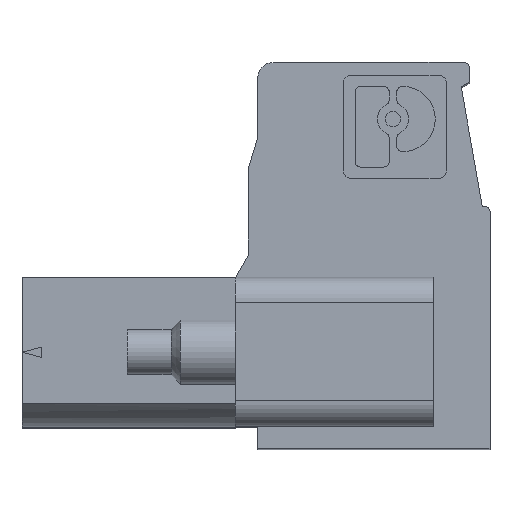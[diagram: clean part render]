
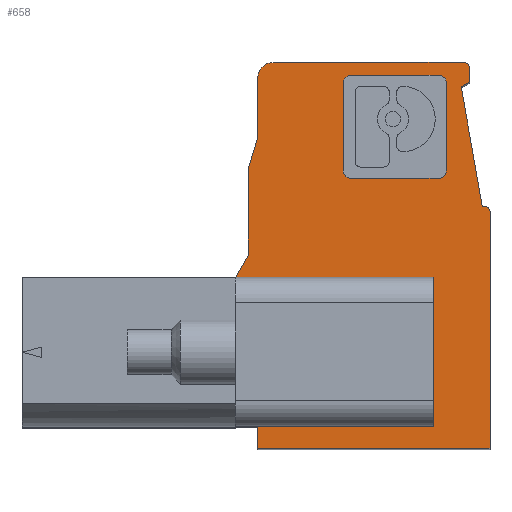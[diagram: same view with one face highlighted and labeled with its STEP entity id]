
A CAD part, top view. The second image highlights one B-rep face of the part: STEP entity #658.
In plain terms, the highlighted planar face has unit normal (0, 0, 1).
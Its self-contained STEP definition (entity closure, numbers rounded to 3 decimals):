
#658=ADVANCED_FACE('',(#1671,#1672),#1673,.T.);
#1671=FACE_OUTER_BOUND('',#3083,.T.);
#1672=FACE_BOUND('',#3084,.T.);
#1673=PLANE('',#3085);
#3083=EDGE_LOOP('',(#4996,#4997,#4998,#4999,#5000,#5001,#5002,#5003,#5004,#5005,#5006,#5007,#5008,#5009,#5010,#5011,#5012,#5013));
#3084=EDGE_LOOP('',(#5014,#5015,#5016,#5017,#5018,#5019,#5020,#5021));
#3085=AXIS2_PLACEMENT_3D('',#5022,#5023,#5024);
#4996=ORIENTED_EDGE('',*,*,#8602,.F.);
#4997=ORIENTED_EDGE('',*,*,#8603,.T.);
#4998=ORIENTED_EDGE('',*,*,#8604,.T.);
#4999=ORIENTED_EDGE('',*,*,#8605,.T.);
#5000=ORIENTED_EDGE('',*,*,#8266,.T.);
#5001=ORIENTED_EDGE('',*,*,#8606,.F.);
#5002=ORIENTED_EDGE('',*,*,#8607,.T.);
#5003=ORIENTED_EDGE('',*,*,#8608,.T.);
#5004=ORIENTED_EDGE('',*,*,#8609,.F.);
#5005=ORIENTED_EDGE('',*,*,#8610,.T.);
#5006=ORIENTED_EDGE('',*,*,#8611,.T.);
#5007=ORIENTED_EDGE('',*,*,#8612,.T.);
#5008=ORIENTED_EDGE('',*,*,#8613,.T.);
#5009=ORIENTED_EDGE('',*,*,#8614,.F.);
#5010=ORIENTED_EDGE('',*,*,#8615,.T.);
#5011=ORIENTED_EDGE('',*,*,#8616,.F.);
#5012=ORIENTED_EDGE('',*,*,#8617,.F.);
#5013=ORIENTED_EDGE('',*,*,#8618,.F.);
#5014=ORIENTED_EDGE('',*,*,#8461,.T.);
#5015=ORIENTED_EDGE('',*,*,#8465,.F.);
#5016=ORIENTED_EDGE('',*,*,#8471,.T.);
#5017=ORIENTED_EDGE('',*,*,#8444,.F.);
#5018=ORIENTED_EDGE('',*,*,#8448,.T.);
#5019=ORIENTED_EDGE('',*,*,#8452,.F.);
#5020=ORIENTED_EDGE('',*,*,#8456,.T.);
#5021=ORIENTED_EDGE('',*,*,#8468,.F.);
#5022=CARTESIAN_POINT('',(-49.497,-37.913,0.0));
#5023=DIRECTION('',(0.0,0.0,1.0));
#5024=DIRECTION('',(1.0,0.0,0.0));
#8266=EDGE_CURVE('',#9857,#9861,#9863,.T.);
#8444=EDGE_CURVE('',#10150,#10146,#10152,.T.);
#8448=EDGE_CURVE('',#10150,#10156,#10158,.T.);
#8452=EDGE_CURVE('',#10162,#10156,#10164,.T.);
#8456=EDGE_CURVE('',#10162,#10168,#10170,.T.);
#8461=EDGE_CURVE('',#10172,#10177,#10179,.T.);
#8465=EDGE_CURVE('',#10183,#10177,#10185,.T.);
#8468=EDGE_CURVE('',#10172,#10168,#10188,.T.);
#8471=EDGE_CURVE('',#10183,#10146,#10191,.T.);
#8602=EDGE_CURVE('',#9843,#10385,#10386,.T.);
#8603=EDGE_CURVE('',#9843,#10387,#10388,.T.);
#8604=EDGE_CURVE('',#10387,#10389,#10390,.T.);
#8605=EDGE_CURVE('',#10389,#9857,#10391,.T.);
#8606=EDGE_CURVE('',#10392,#9861,#10393,.T.);
#8607=EDGE_CURVE('',#10392,#10394,#10395,.T.);
#8608=EDGE_CURVE('',#10394,#10396,#10397,.T.);
#8609=EDGE_CURVE('',#10398,#10396,#10399,.T.);
#8610=EDGE_CURVE('',#10398,#10400,#10401,.T.);
#8611=EDGE_CURVE('',#10400,#10402,#10403,.T.);
#8612=EDGE_CURVE('',#10402,#10404,#10405,.T.);
#8613=EDGE_CURVE('',#10404,#10406,#10407,.T.);
#8614=EDGE_CURVE('',#10408,#10406,#10409,.T.);
#8615=EDGE_CURVE('',#10408,#10410,#10411,.T.);
#8616=EDGE_CURVE('',#10049,#10410,#10412,.T.);
#8617=EDGE_CURVE('',#10413,#10049,#10414,.T.);
#8618=EDGE_CURVE('',#10385,#10413,#10415,.T.);
#9843=VERTEX_POINT('',#12120);
#9857=VERTEX_POINT('',#12138);
#9861=VERTEX_POINT('',#12143);
#9863=CIRCLE('',#12146,0.2);
#10049=VERTEX_POINT('',#12400);
#10146=VERTEX_POINT('',#12537);
#10150=VERTEX_POINT('',#12542);
#10152=CIRCLE('',#12545,0.281);
#10156=VERTEX_POINT('',#12550);
#10158=LINE('',#12553,#12554);
#10162=VERTEX_POINT('',#12558);
#10164=CIRCLE('',#12561,0.281);
#10168=VERTEX_POINT('',#12566);
#10170=LINE('',#12569,#12570);
#10172=VERTEX_POINT('',#12572);
#10177=VERTEX_POINT('',#12579);
#10179=LINE('',#12582,#12583);
#10183=VERTEX_POINT('',#12587);
#10185=CIRCLE('',#12590,0.281);
#10188=CIRCLE('',#12593,0.281);
#10191=LINE('',#12597,#12598);
#10385=VERTEX_POINT('',#12847);
#10386=LINE('',#12848,#12849);
#10387=VERTEX_POINT('',#12850);
#10388=LINE('',#12851,#12852);
#10389=VERTEX_POINT('',#12853);
#10390=LINE('',#12854,#12855);
#10391=LINE('',#12856,#12857);
#10392=VERTEX_POINT('',#12858);
#10393=LINE('',#12859,#12860);
#10394=VERTEX_POINT('',#12861);
#10395=LINE('',#12862,#12863);
#10396=VERTEX_POINT('',#12864);
#10397=LINE('',#12865,#12866);
#10398=VERTEX_POINT('',#12867);
#10399=LINE('',#12868,#12869);
#10400=VERTEX_POINT('',#12870);
#10401=CIRCLE('',#12871,0.2);
#10402=VERTEX_POINT('',#12872);
#10403=LINE('',#12873,#12874);
#10404=VERTEX_POINT('',#12875);
#10405=CIRCLE('',#12876,0.6);
#10406=VERTEX_POINT('',#12877);
#10407=LINE('',#12878,#12879);
#10408=VERTEX_POINT('',#12880);
#10409=LINE('',#12881,#12882);
#10410=VERTEX_POINT('',#12883);
#10411=LINE('',#12884,#12885);
#10412=LINE('',#12886,#12887);
#10413=VERTEX_POINT('',#12888);
#10414=LINE('',#12889,#12890);
#10415=LINE('',#12891,#12892);
#12120=CARTESIAN_POINT('',(0.0,0.845,0.0));
#12138=CARTESIAN_POINT('',(9.03,9.2,0.0));
#12143=CARTESIAN_POINT('',(8.83,9.4,0.0));
#12146=AXIS2_PLACEMENT_3D('',#15186,#15187,#15188);
#12400=CARTESIAN_POINT('',(-0.87,6.645,0.0));
#12537=CARTESIAN_POINT('',(7.329,10.781,0.0));
#12542=CARTESIAN_POINT('',(7.048,10.5,0.0));
#12545=AXIS2_PLACEMENT_3D('',#15377,#15378,#15379);
#12550=CARTESIAN_POINT('',(3.611,10.5,0.0));
#12553=CARTESIAN_POINT('',(-49.497,10.5,0.0));
#12554=VECTOR('',#15382,1.0);
#12558=CARTESIAN_POINT('',(3.329,10.781,0.0));
#12561=AXIS2_PLACEMENT_3D('',#15387,#15388,#15389);
#12566=CARTESIAN_POINT('',(3.329,14.219,0.0));
#12569=CARTESIAN_POINT('',(3.329,-37.913,0.0));
#12570=VECTOR('',#15392,1.0);
#12572=CARTESIAN_POINT('',(3.611,14.5,0.0));
#12579=CARTESIAN_POINT('',(7.048,14.5,0.0));
#12582=CARTESIAN_POINT('',(-49.497,14.5,0.0));
#12583=VECTOR('',#15396,1.0);
#12587=CARTESIAN_POINT('',(7.329,14.219,0.0));
#12590=AXIS2_PLACEMENT_3D('',#15401,#15402,#15403);
#12593=AXIS2_PLACEMENT_3D('',#15407,#15408,#15409);
#12597=CARTESIAN_POINT('',(7.329,-37.913,0.0));
#12598=VECTOR('',#15411,1.0);
#12847=CARTESIAN_POINT('',(6.83,0.845,0.0));
#12848=CARTESIAN_POINT('',(-49.497,0.845,0.0));
#12849=VECTOR('',#15587,1.0);
#12850=CARTESIAN_POINT('',(0.0,0.0,0.0));
#12851=CARTESIAN_POINT('',(0.0,-37.913,0.0));
#12852=VECTOR('',#15588,1.0);
#12853=CARTESIAN_POINT('',(9.03,0.0,0.0));
#12854=CARTESIAN_POINT('',(-49.497,0.0,0.0));
#12855=VECTOR('',#15589,1.0);
#12856=CARTESIAN_POINT('',(9.03,-37.913,0.0));
#12857=VECTOR('',#15590,1.0);
#12858=CARTESIAN_POINT('',(8.73,9.4,0.0));
#12859=CARTESIAN_POINT('',(-49.497,9.4,0.0));
#12860=VECTOR('',#15591,1.0);
#12861=CARTESIAN_POINT('',(7.909,14.053,0.0));
#12862=CARTESIAN_POINT('',(17.073,-37.913,0.0));
#12863=VECTOR('',#15592,1.0);
#12864=CARTESIAN_POINT('',(8.25,14.25,0.0));
#12865=CARTESIAN_POINT('',(-49.497,-19.09,0.0));
#12866=VECTOR('',#15593,1.0);
#12867=CARTESIAN_POINT('',(8.226,14.809,0.0));
#12868=CARTESIAN_POINT('',(10.527,-37.913,0.0));
#12869=VECTOR('',#15594,1.0);
#12870=CARTESIAN_POINT('',(8.026,15.0,0.0));
#12871=AXIS2_PLACEMENT_3D('',#15595,#15596,#15597);
#12872=CARTESIAN_POINT('',(0.6,15.0,0.0));
#12873=CARTESIAN_POINT('',(-49.497,15.0,0.0));
#12874=VECTOR('',#15598,1.0);
#12875=CARTESIAN_POINT('',(0.,14.4,0.0));
#12876=AXIS2_PLACEMENT_3D('',#15599,#15600,#15601);
#12877=CARTESIAN_POINT('',(0.0,12.1,0.0));
#12878=CARTESIAN_POINT('',(0.0,-37.913,0.0));
#12879=VECTOR('',#15602,1.0);
#12880=CARTESIAN_POINT('',(-0.37,10.863,0.0));
#12881=CARTESIAN_POINT('',(-14.958,-37.913,0.0));
#12882=VECTOR('',#15603,1.0);
#12883=CARTESIAN_POINT('',(-0.37,7.511,0.0));
#12884=CARTESIAN_POINT('',(-0.37,-37.913,0.0));
#12885=VECTOR('',#15604,1.0);
#12886=CARTESIAN_POINT('',(-26.595,-37.913,0.0));
#12887=VECTOR('',#15605,1.0);
#12888=CARTESIAN_POINT('',(6.83,6.645,0.0));
#12889=CARTESIAN_POINT('',(-49.497,6.645,0.0));
#12890=VECTOR('',#15606,1.0);
#12891=CARTESIAN_POINT('',(6.83,-37.913,0.0));
#12892=VECTOR('',#15607,1.0);
#15186=CARTESIAN_POINT('',(8.83,9.2,0.0));
#15187=DIRECTION('',(0.0,0.0,1.0));
#15188=DIRECTION('',(1.0,0.0,0.0));
#15377=CARTESIAN_POINT('',(7.048,10.781,0.0));
#15378=DIRECTION('',(0.0,0.0,1.0));
#15379=DIRECTION('',(1.0,0.0,0.0));
#15382=DIRECTION('',(-1.0,0.0,0.0));
#15387=CARTESIAN_POINT('',(3.611,10.781,0.0));
#15388=DIRECTION('',(0.0,0.0,1.0));
#15389=DIRECTION('',(1.0,0.0,0.0));
#15392=DIRECTION('',(0.0,1.0,0.0));
#15396=DIRECTION('',(1.0,0.0,0.0));
#15401=CARTESIAN_POINT('',(7.048,14.219,0.0));
#15402=DIRECTION('',(0.0,0.0,1.0));
#15403=DIRECTION('',(1.0,0.0,0.0));
#15407=CARTESIAN_POINT('',(3.611,14.219,0.0));
#15408=DIRECTION('',(0.0,0.0,1.0));
#15409=DIRECTION('',(1.0,0.0,0.0));
#15411=DIRECTION('',(0.0,-1.0,0.0));
#15587=DIRECTION('',(1.0,0.0,0.0));
#15588=DIRECTION('',(0.0,-1.0,0.0));
#15589=DIRECTION('',(1.0,0.0,0.0));
#15590=DIRECTION('',(0.0,1.0,0.0));
#15591=DIRECTION('',(1.0,0.,0.0));
#15592=DIRECTION('',(-0.174,0.985,0.0));
#15593=DIRECTION('',(0.866,0.5,0.0));
#15594=DIRECTION('',(0.044,-0.999,0.0));
#15595=CARTESIAN_POINT('',(8.026,14.8,0.0));
#15596=DIRECTION('',(0.0,0.0,1.0));
#15597=DIRECTION('',(1.0,0.0,0.0));
#15598=DIRECTION('',(-1.0,0.0,0.0));
#15599=CARTESIAN_POINT('',(0.6,14.4,0.0));
#15600=DIRECTION('',(0.0,0.0,1.0));
#15601=DIRECTION('',(1.0,0.0,0.0));
#15602=DIRECTION('',(0.0,-1.0,0.0));
#15603=DIRECTION('',(0.287,0.958,0.0));
#15604=DIRECTION('',(0.,-1.0,0.0));
#15605=DIRECTION('',(0.5,0.866,0.0));
#15606=DIRECTION('',(-1.0,0.0,0.0));
#15607=DIRECTION('',(0.0,1.0,0.0));
